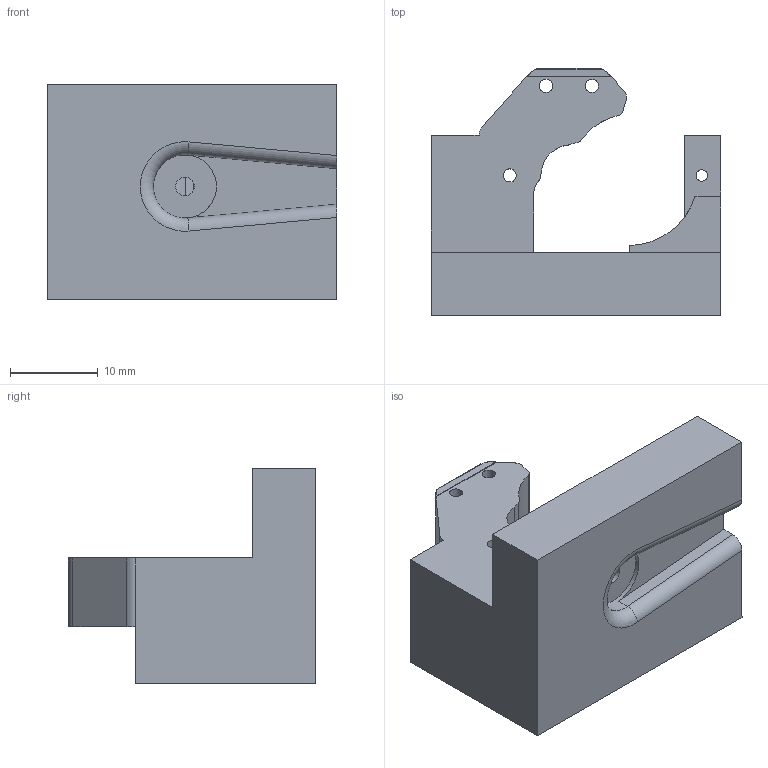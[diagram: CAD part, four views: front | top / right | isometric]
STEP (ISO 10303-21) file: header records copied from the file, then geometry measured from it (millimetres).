
FILE_DESCRIPTION(/* description */ (''),/* implementation_level */ '2;1');
FILE_NAME(/* name */ 'Arm_grip_base.step',/* time_stamp */ '2023-03-16T20:06:52+01:00',/* author */ (''),/* organization */ (''),/* preprocessor_version */ 'ST-DEVELOPER v19.2',/* originating_system */ 'Autodesk Translation Framework v11.17.0.187',/* authorisation */ '');
FILE_SCHEMA (('AUTOMOTIVE_DESIGN { 1 0 10303 214 3 1 1 }'));
Length unit declared in the file: millimetre
Products named in the file (2): Arm_grip_base; Pusher, 75mm Long v2 (1)
Assembly tree (1 placements, depth 2):
  Arm_grip_base
    Pusher, 75mm Long v2 (1)
Bounding box: 32.99 x 28.17 x 24.52 mm (x, y, z)
Volume: 8347.1 mm3; surface area: 4237.1 mm2
Topology: 1 solids, 1 shells, 62 faces, 166 edges, 108 vertices
Faces by surface type: plane 32, cylinder 27, torus 3
Full cylindrical faces by diameter (mm): 1.3 x2, 1.5 x3, 2.1 x1, 7.2 x1
Entity records: 2025 total; most frequent: DIRECTION 355, CARTESIAN_POINT 339, ORIENTED_EDGE 332, EDGE_CURVE 166, AXIS2_PLACEMENT_3D 124, VERTEX_POINT 108, LINE 107, VECTOR 107
